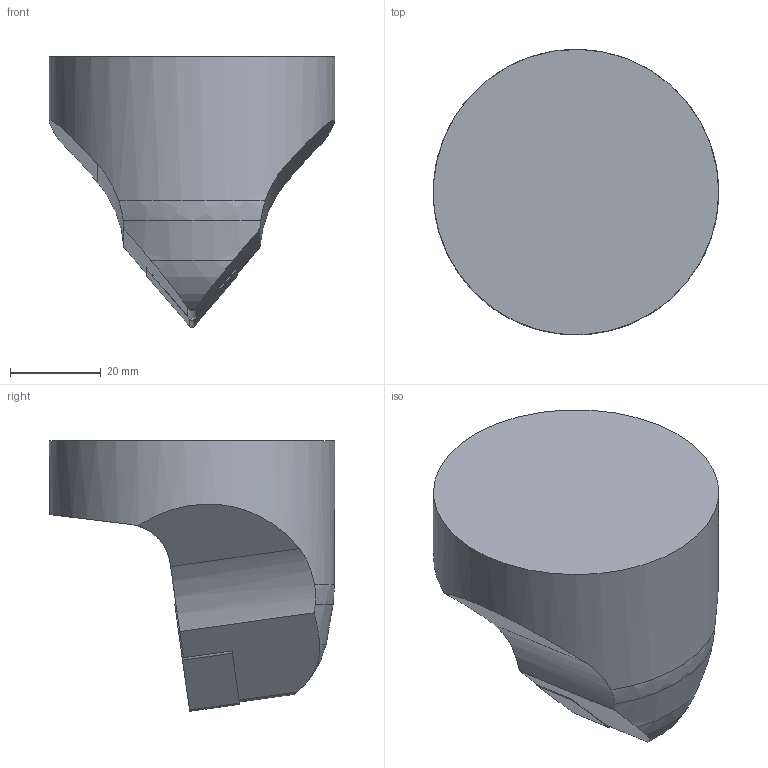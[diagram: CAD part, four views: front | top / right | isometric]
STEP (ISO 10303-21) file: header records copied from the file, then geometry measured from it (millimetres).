
FILE_DESCRIPTION((''),'1');
FILE_NAME('S63-DCLNN-00060-16.stp','2020-06-10T02:54:54',(''),(''),'Spatial Interop R21 SP3','Kubotek KeyCreator 2011 V10.0.2 (22737)',' ');
FILE_SCHEMA(('automotive_design'));
Length unit declared in the file: millimetre
Products named in the file (1): 240[2]
Bounding box: 62.98 x 62.94 x 59.72 mm (x, y, z)
Volume: 93916.6 mm3; surface area: 12900.3 mm2
Topology: 1 solids, 1 shells, 25 faces, 70 edges, 47 vertices
Faces by surface type: plane 13, cylinder 9, torus 2, cone 1
Full cylindrical faces by diameter (mm): 63 x1
Entity records: 1558 total; most frequent: CARTESIAN_POINT 246, DIRECTION 136, ORIENTED_EDGE 136, PRESENTATION_STYLE_ASSIGNMENT 120, COLOUR_RGB 120, STYLED_ITEM 94, CURVE_STYLE 94, DRAUGHTING_PRE_DEFINED_CURVE_FONT 94
